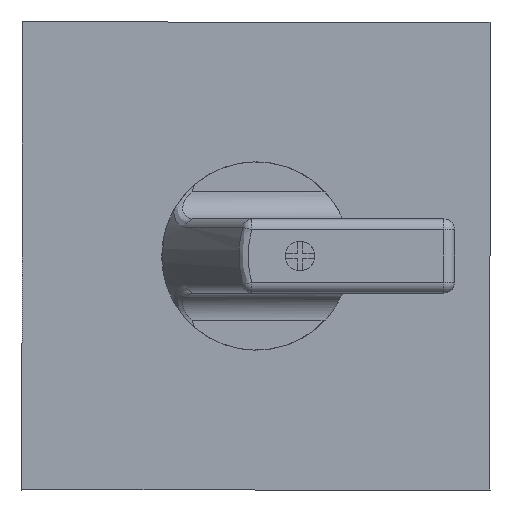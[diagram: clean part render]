
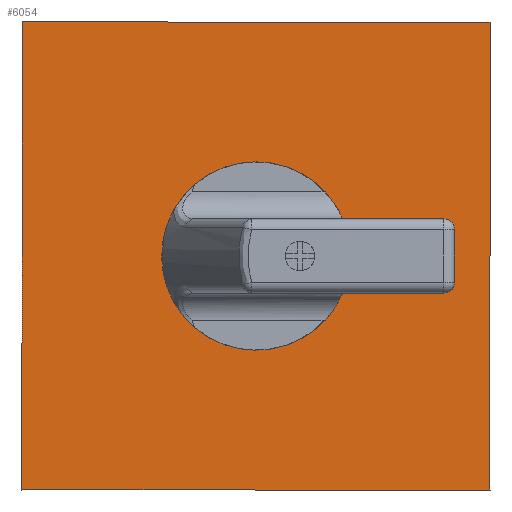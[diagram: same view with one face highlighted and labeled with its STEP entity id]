
A CAD part, front view. The second image highlights one B-rep face of the part: STEP entity #6054.
In plain terms, the highlighted face is planar.
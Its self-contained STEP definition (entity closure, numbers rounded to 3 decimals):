
#415 = CARTESIAN_POINT ( 'NONE',  ( 0., 9.3, 16.94 ) ) ;
#416 = CARTESIAN_POINT ( 'NONE',  ( 0., 9.3, -16.94 ) ) ;
#421 = CARTESIAN_POINT ( 'NONE',  ( -43.5, 9.3, -43.5 ) ) ;
#424 = CARTESIAN_POINT ( 'NONE',  ( -43.5, 9.3, 43.5 ) ) ;
#427 = CARTESIAN_POINT ( 'NONE',  ( 43.5, 9.3, 43.5 ) ) ;
#428 = CARTESIAN_POINT ( 'NONE',  ( 43.5, 9.3, -43.5 ) ) ;
#1336 = AXIS2_PLACEMENT_3D ( 'NONE', #4035, #4044, #4045 ) ;
#1388 = EDGE_CURVE ( 'NONE', #7975, #7976, #8022, .T. ) ;
#1398 = EDGE_CURVE ( 'NONE', #7981, #7984, #8037, .T. ) ;
#1399 = EDGE_CURVE ( 'NONE', #7984, #7987, #8038, .T. ) ;
#1400 = EDGE_CURVE ( 'NONE', #7987, #7988, #8042, .T. ) ;
#1401 = EDGE_CURVE ( 'NONE', #7988, #7981, #8044, .T. ) ;
#1402 = EDGE_CURVE ( 'NONE', #7976, #7975, #8046, .T. ) ;
#1410 = AXIS2_PLACEMENT_3D ( 'NONE', #8494, #8493, #8492 ) ;
#1415 = AXIS2_PLACEMENT_3D ( 'NONE', #8463, #8462, #8461 ) ;
#1573 = EDGE_LOOP ( 'NONE', ( #6867, #6866 ) ) ;
#1600 = EDGE_LOOP ( 'NONE', ( #6863, #6862, #6861, #6860 ) ) ;
#4035 = CARTESIAN_POINT ( 'NONE',  ( 0., 9.3, 0. ) ) ;
#4039 = PLANE ( 'NONE',  #1336 ) ;
#4044 = DIRECTION ( 'NONE',  ( 0., 1., 0. ) ) ;
#4045 = DIRECTION ( 'NONE',  ( 0., 0., 1. ) ) ;
#4744 = FACE_OUTER_BOUND ( 'NONE', #1600, .T. ) ;
#4753 = FACE_BOUND ( 'NONE', #1573, .T. ) ;
#6054 = ADVANCED_FACE ( 'NONE', ( #4744, #4753 ), #4039, .T. ) ;
#6860 = ORIENTED_EDGE ( 'NONE', *, *, #1401, .T. ) ;
#6861 = ORIENTED_EDGE ( 'NONE', *, *, #1400, .T. ) ;
#6862 = ORIENTED_EDGE ( 'NONE', *, *, #1399, .T. ) ;
#6863 = ORIENTED_EDGE ( 'NONE', *, *, #1398, .T. ) ;
#6866 = ORIENTED_EDGE ( 'NONE', *, *, #1388, .F. ) ;
#6867 = ORIENTED_EDGE ( 'NONE', *, *, #1402, .F. ) ;
#7975 = VERTEX_POINT ( 'NONE', #415 ) ;
#7976 = VERTEX_POINT ( 'NONE', #416 ) ;
#7981 = VERTEX_POINT ( 'NONE', #421 ) ;
#7984 = VERTEX_POINT ( 'NONE', #424 ) ;
#7987 = VERTEX_POINT ( 'NONE', #427 ) ;
#7988 = VERTEX_POINT ( 'NONE', #428 ) ;
#8022 = CIRCLE ( 'NONE', #1410, 16.94 ) ;
#8037 = LINE ( 'NONE', #8474, #8041 ) ;
#8038 = LINE ( 'NONE', #8475, #8043 ) ;
#8041 = VECTOR ( 'NONE', #8469, 1000. ) ;
#8042 = LINE ( 'NONE', #8467, #8045 ) ;
#8043 = VECTOR ( 'NONE', #8468, 1000. ) ;
#8044 = LINE ( 'NONE', #8465, #8047 ) ;
#8045 = VECTOR ( 'NONE', #8466, 1000. ) ;
#8046 = CIRCLE ( 'NONE', #1415, 16.94 ) ;
#8047 = VECTOR ( 'NONE', #8464, 1000. ) ;
#8461 = DIRECTION ( 'NONE',  ( 0., 0., 1. ) ) ;
#8462 = DIRECTION ( 'NONE',  ( 0., 1., 0. ) ) ;
#8463 = CARTESIAN_POINT ( 'NONE',  ( 0., 9.3, 0. ) ) ;
#8464 = DIRECTION ( 'NONE',  ( -1., 0., 0. ) ) ;
#8465 = CARTESIAN_POINT ( 'NONE',  ( -43.5, 9.3, -43.5 ) ) ;
#8466 = DIRECTION ( 'NONE',  ( 0., 0., -1. ) ) ;
#8467 = CARTESIAN_POINT ( 'NONE',  ( 43.5, 9.3, -43.5 ) ) ;
#8468 = DIRECTION ( 'NONE',  ( 1., 0., 0. ) ) ;
#8469 = DIRECTION ( 'NONE',  ( 0., 0., 1. ) ) ;
#8474 = CARTESIAN_POINT ( 'NONE',  ( -43.5, 9.3, -43.5 ) ) ;
#8475 = CARTESIAN_POINT ( 'NONE',  ( -43.5, 9.3, 43.5 ) ) ;
#8492 = DIRECTION ( 'NONE',  ( 0., 0., 1. ) ) ;
#8493 = DIRECTION ( 'NONE',  ( 0., 1., 0. ) ) ;
#8494 = CARTESIAN_POINT ( 'NONE',  ( 0., 9.3, 0. ) ) ;
